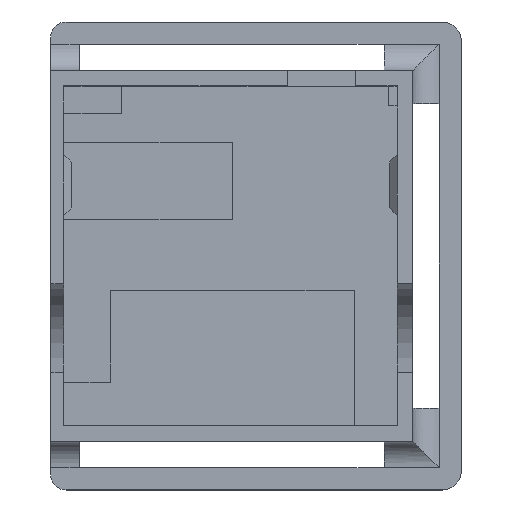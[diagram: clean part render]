
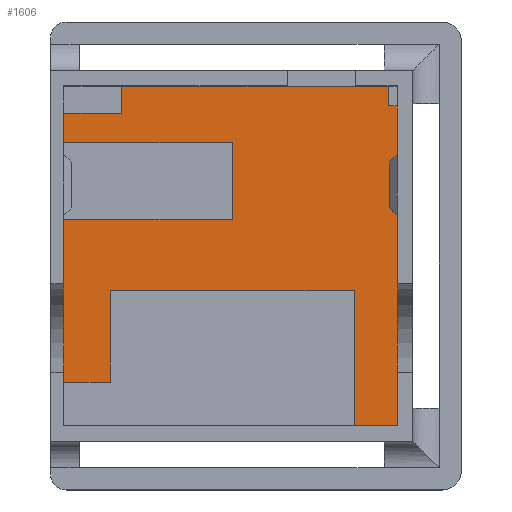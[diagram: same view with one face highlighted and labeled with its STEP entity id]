
A CAD part, top view. The second image highlights one B-rep face of the part: STEP entity #1606.
In plain terms, the highlighted planar face has unit normal (0, 0, 1).
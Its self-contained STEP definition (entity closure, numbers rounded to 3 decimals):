
#88=FACE_OUTER_BOUND('',#174,.T.);
#174=EDGE_LOOP('',(#1304,#1305,#1306,#1307,#1308,#1309,#1310,#1311,#1312,
#1313,#1314,#1315,#1316,#1317,#1318,#1319));
#363=LINE('',#2496,#563);
#365=LINE('',#2500,#565);
#371=LINE('',#2516,#571);
#372=LINE('',#2518,#572);
#373=LINE('',#2520,#573);
#374=LINE('',#2522,#574);
#375=LINE('',#2524,#575);
#376=LINE('',#2526,#576);
#377=LINE('',#2528,#577);
#378=LINE('',#2530,#578);
#379=LINE('',#2532,#579);
#380=LINE('',#2534,#580);
#381=LINE('',#2535,#581);
#382=LINE('',#2537,#582);
#383=LINE('',#2539,#583);
#384=LINE('',#2540,#584);
#563=VECTOR('',#2028,10.);
#565=VECTOR('',#2032,10.);
#571=VECTOR('',#2050,10.);
#572=VECTOR('',#2051,10.);
#573=VECTOR('',#2052,10.);
#574=VECTOR('',#2053,10.);
#575=VECTOR('',#2054,10.);
#576=VECTOR('',#2055,10.);
#577=VECTOR('',#2056,10.);
#578=VECTOR('',#2057,10.);
#579=VECTOR('',#2058,10.);
#580=VECTOR('',#2059,10.);
#581=VECTOR('',#2060,10.);
#582=VECTOR('',#2061,10.);
#583=VECTOR('',#2062,10.);
#584=VECTOR('',#2063,10.);
#746=VERTEX_POINT('',#2493);
#747=VERTEX_POINT('',#2495);
#748=VERTEX_POINT('',#2499);
#751=VERTEX_POINT('',#2514);
#752=VERTEX_POINT('',#2515);
#753=VERTEX_POINT('',#2517);
#754=VERTEX_POINT('',#2519);
#755=VERTEX_POINT('',#2521);
#756=VERTEX_POINT('',#2523);
#757=VERTEX_POINT('',#2525);
#758=VERTEX_POINT('',#2527);
#759=VERTEX_POINT('',#2529);
#760=VERTEX_POINT('',#2531);
#761=VERTEX_POINT('',#2533);
#762=VERTEX_POINT('',#2536);
#763=VERTEX_POINT('',#2538);
#943=EDGE_CURVE('',#747,#746,#363,.T.);
#945=EDGE_CURVE('',#748,#747,#365,.T.);
#951=EDGE_CURVE('',#751,#752,#371,.T.);
#952=EDGE_CURVE('',#752,#753,#372,.T.);
#953=EDGE_CURVE('',#753,#754,#373,.T.);
#954=EDGE_CURVE('',#754,#755,#374,.T.);
#955=EDGE_CURVE('',#755,#756,#375,.T.);
#956=EDGE_CURVE('',#756,#757,#376,.T.);
#957=EDGE_CURVE('',#757,#758,#377,.T.);
#958=EDGE_CURVE('',#758,#759,#378,.T.);
#959=EDGE_CURVE('',#759,#760,#379,.T.);
#960=EDGE_CURVE('',#760,#761,#380,.T.);
#961=EDGE_CURVE('',#761,#748,#381,.T.);
#962=EDGE_CURVE('',#746,#762,#382,.T.);
#963=EDGE_CURVE('',#762,#763,#383,.T.);
#964=EDGE_CURVE('',#751,#763,#384,.F.);
#1304=ORIENTED_EDGE('',*,*,#951,.T.);
#1305=ORIENTED_EDGE('',*,*,#952,.T.);
#1306=ORIENTED_EDGE('',*,*,#953,.T.);
#1307=ORIENTED_EDGE('',*,*,#954,.T.);
#1308=ORIENTED_EDGE('',*,*,#955,.T.);
#1309=ORIENTED_EDGE('',*,*,#956,.T.);
#1310=ORIENTED_EDGE('',*,*,#957,.T.);
#1311=ORIENTED_EDGE('',*,*,#958,.T.);
#1312=ORIENTED_EDGE('',*,*,#959,.T.);
#1313=ORIENTED_EDGE('',*,*,#960,.T.);
#1314=ORIENTED_EDGE('',*,*,#961,.T.);
#1315=ORIENTED_EDGE('',*,*,#945,.T.);
#1316=ORIENTED_EDGE('',*,*,#943,.T.);
#1317=ORIENTED_EDGE('',*,*,#962,.T.);
#1318=ORIENTED_EDGE('',*,*,#963,.T.);
#1319=ORIENTED_EDGE('',*,*,#964,.F.);
#1531=PLANE('',#1729);
#1606=ADVANCED_FACE('',(#88),#1531,.F.);
#1729=AXIS2_PLACEMENT_3D('',#2513,#2048,#2049);
#2028=DIRECTION('',(0.,1.,0.));
#2032=DIRECTION('',(1.,0.,0.));
#2048=DIRECTION('center_axis',(0.,0.,-1.));
#2049=DIRECTION('ref_axis',(-1.,0.,0.));
#2050=DIRECTION('',(0.,-1.,0.));
#2051=DIRECTION('',(-1.,0.,0.));
#2052=DIRECTION('',(0.,-1.,0.));
#2053=DIRECTION('',(1.,0.,0.));
#2054=DIRECTION('',(0.,-1.,0.));
#2055=DIRECTION('',(-1.,0.,0.));
#2056=DIRECTION('',(0.,-1.,0.));
#2057=DIRECTION('',(1.,0.,0.));
#2058=DIRECTION('',(0.,1.,0.));
#2059=DIRECTION('',(1.,0.,0.));
#2060=DIRECTION('',(0.,-1.,0.));
#2061=DIRECTION('',(-1.,0.,0.));
#2062=DIRECTION('',(0.,1.,0.));
#2063=DIRECTION('',(-1.,0.,0.));
#2493=CARTESIAN_POINT('',(44.148,45.,-1.8));
#2495=CARTESIAN_POINT('',(44.148,2.977,-1.8));
#2496=CARTESIAN_POINT('',(44.148,36.361,-1.8));
#2499=CARTESIAN_POINT('',(38.508,2.977,-1.8));
#2500=CARTESIAN_POINT('',(33.163,2.977,-1.8));
#2513=CARTESIAN_POINT('Origin',(22.278,25.266,-1.8));
#2514=CARTESIAN_POINT('',(8.,47.556,-1.8));
#2515=CARTESIAN_POINT('',(8.,44.,-1.8));
#2516=CARTESIAN_POINT('',(8.,34.633,-1.8));
#2517=CARTESIAN_POINT('',(0.408,44.,-1.8));
#2518=CARTESIAN_POINT('',(11.393,44.,-1.8));
#2519=CARTESIAN_POINT('',(0.408,40.111,-1.8));
#2520=CARTESIAN_POINT('',(0.408,14.171,-1.8));
#2521=CARTESIAN_POINT('',(22.508,40.111,-1.8));
#2522=CARTESIAN_POINT('',(22.393,40.111,-1.8));
#2523=CARTESIAN_POINT('',(22.508,30.111,-1.8));
#2524=CARTESIAN_POINT('',(22.508,27.689,-1.8));
#2525=CARTESIAN_POINT('',(0.408,30.111,-1.8));
#2526=CARTESIAN_POINT('',(11.393,30.111,-1.8));
#2527=CARTESIAN_POINT('',(0.408,8.724,-1.8));
#2528=CARTESIAN_POINT('',(0.408,14.171,-1.8));
#2529=CARTESIAN_POINT('',(6.508,8.724,-1.8));
#2530=CARTESIAN_POINT('',(14.393,8.724,-1.8));
#2531=CARTESIAN_POINT('',(6.508,20.724,-1.8));
#2532=CARTESIAN_POINT('',(6.508,22.995,-1.8));
#2533=CARTESIAN_POINT('',(38.508,20.724,-1.8));
#2534=CARTESIAN_POINT('',(30.393,20.724,-1.8));
#2535=CARTESIAN_POINT('',(38.508,14.171,-1.8));
#2536=CARTESIAN_POINT('',(43.,45.,-1.8));
#2537=CARTESIAN_POINT('',(30.139,45.,-1.8));
#2538=CARTESIAN_POINT('',(43.,47.556,-1.8));
#2539=CARTESIAN_POINT('',(43.,36.361,-1.8));
#2540=CARTESIAN_POINT('',(11.393,47.556,-1.8));
